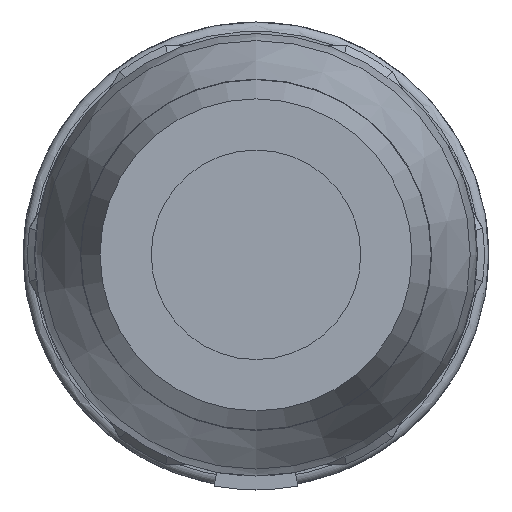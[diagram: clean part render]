
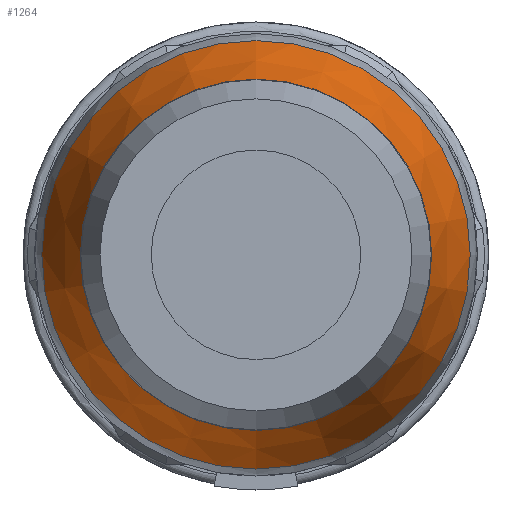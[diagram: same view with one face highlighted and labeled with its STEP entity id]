
A CAD part, front view. The second image highlights one B-rep face of the part: STEP entity #1264.
In plain terms, the highlighted conical face has half-angle 18.166 degrees and reference radius 4.173 mm.
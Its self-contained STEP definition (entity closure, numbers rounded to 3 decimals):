
#65=CONICAL_SURFACE('',#1389,4.173,0.317);
#96=LINE('',#2573,#161);
#161=VECTOR('',#1626,4.173);
#274=FACE_OUTER_BOUND('',#365,.T.);
#365=EDGE_LOOP('',(#926,#927,#928,#929,#930));
#455=CIRCLE('',#1388,4.6);
#456=CIRCLE('',#1390,3.745);
#457=CIRCLE('',#1391,3.745);
#550=VERTEX_POINT('',#2568);
#551=VERTEX_POINT('',#2572);
#552=VERTEX_POINT('',#2574);
#688=EDGE_CURVE('',#550,#550,#455,.T.);
#689=EDGE_CURVE('',#550,#551,#96,.T.);
#690=EDGE_CURVE('',#552,#551,#456,.T.);
#691=EDGE_CURVE('',#551,#552,#457,.T.);
#926=ORIENTED_EDGE('',*,*,#688,.T.);
#927=ORIENTED_EDGE('',*,*,#689,.T.);
#928=ORIENTED_EDGE('',*,*,#690,.F.);
#929=ORIENTED_EDGE('',*,*,#691,.F.);
#930=ORIENTED_EDGE('',*,*,#689,.F.);
#1264=ADVANCED_FACE('',(#274),#65,.T.);
#1388=AXIS2_PLACEMENT_3D('',#2570,#1622,#1623);
#1389=AXIS2_PLACEMENT_3D('',#2571,#1624,#1625);
#1390=AXIS2_PLACEMENT_3D('',#2575,#1627,#1628);
#1391=AXIS2_PLACEMENT_3D('',#2576,#1629,#1630);
#1622=DIRECTION('center_axis',(0.,-1.,0.));
#1623=DIRECTION('ref_axis',(0.,0.,
-1.));
#1624=DIRECTION('center_axis',(0.,1.,0.));
#1625=DIRECTION('ref_axis',(0.,0.,
-1.));
#1626=DIRECTION('',(0.,-0.95,-0.312));
#1627=DIRECTION('center_axis',(0.,-1.,0.));
#1628=DIRECTION('ref_axis',(0.,0.,
-1.));
#1629=DIRECTION('center_axis',(0.,-1.,0.));
#1630=DIRECTION('ref_axis',(0.,0.,
-1.));
#2568=CARTESIAN_POINT('',(0.,-13.356,4.6));
#2570=CARTESIAN_POINT('Origin',(0.,-13.356,0.));
#2571=CARTESIAN_POINT('Origin',(0.,-14.659,
0.));
#2572=CARTESIAN_POINT('',(0.,-15.962,3.745));
#2573=CARTESIAN_POINT('',(0.,-14.659,4.173));
#2574=CARTESIAN_POINT('',(3.745,-15.962,0.));
#2575=CARTESIAN_POINT('Origin',(0.,-15.962,
0.));
#2576=CARTESIAN_POINT('Origin',(0.,-15.962,
0.));
